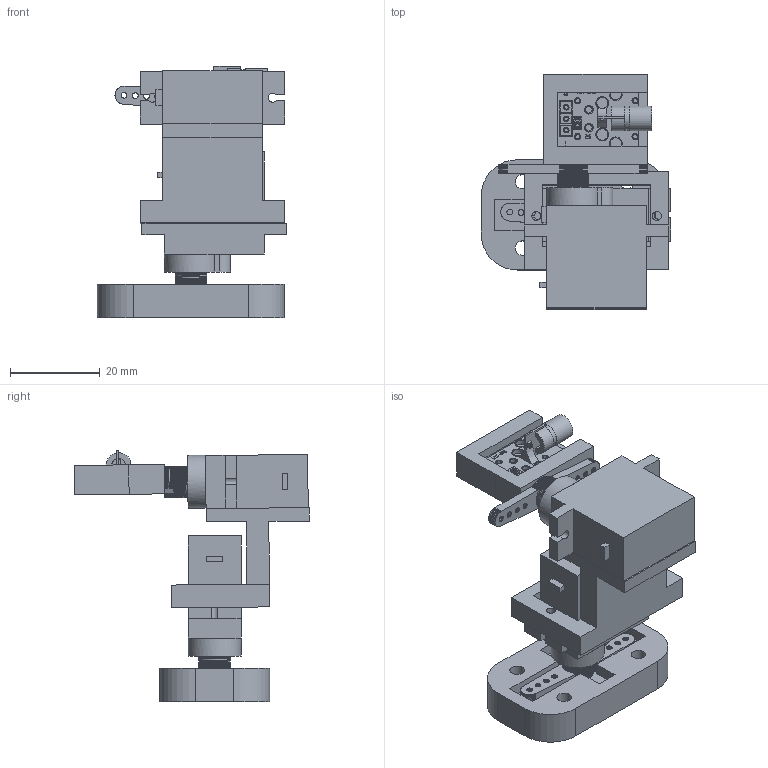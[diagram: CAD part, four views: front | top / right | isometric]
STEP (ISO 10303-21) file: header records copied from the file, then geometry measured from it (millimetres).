
FILE_DESCRIPTION(('STEP AP203'), '1');
FILE_NAME('Ñòîéêà ñ ëàçåðîì', '', ('UNSPECIFIED'), ('UNSPECIFIED'), 'C3D Converter', 'C3D Toolkit', '');
FILE_SCHEMA(('CONFIG_CONTROL_DESIGN'));
Length unit declared in the file: millimetre
Products named in the file (8): SG90; SG90_1; KY-008
Assembly tree (9 placements, depth 3):
  (unnamed)
    (unnamed)
    (unnamed)  x2
    SG90  x2
      SG90_1
    (unnamed)
    (unnamed)
    KY-008
Bounding box: 42.12 x 52.27 x 55.98 mm (x, y, z)
Volume: 27349.9 mm3; surface area: 16175.5 mm2
Topology: 10 solids, 10 shells, 2326 faces, 6384 edges, 4143 vertices
Faces by surface type: plane 2161, bspline 86, cylinder 79
Full cylindrical faces by diameter (mm): 0.58 x2, 0.8 x3, 1 x6, 1.2 x6, 1.4 x12, 1.5 x2, 1.7 x2, 1.9 x4, 2 x4, 2.5 x4, 2.9 x7, 3 x2, 3.2 x5, 4.6 x2, 5.1 x1, 5.5 x1
Entity records: 54796 total; most frequent: CARTESIAN_POINT 17483, ORIENTED_EDGE 7408, DIRECTION 6291, EDGE_CURVE 3704, LINE 3199, VECTOR 3199, VERTEX_POINT 2468, EDGE_LOOP 1556
